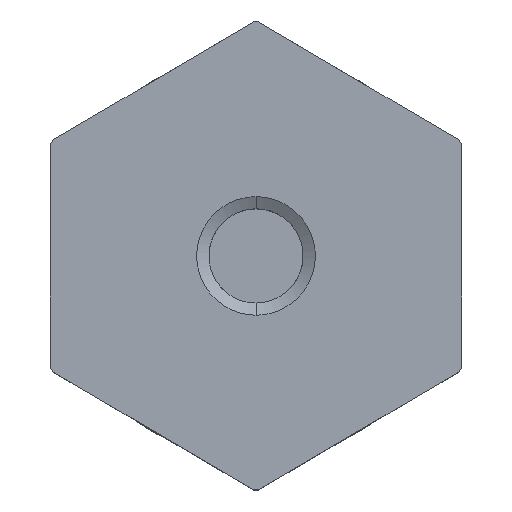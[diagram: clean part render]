
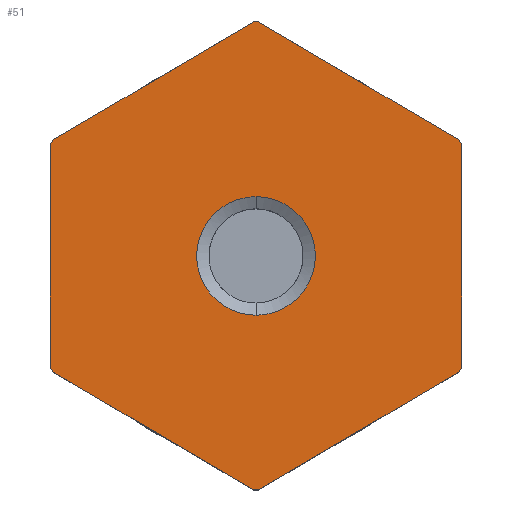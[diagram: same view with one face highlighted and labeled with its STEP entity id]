
A CAD part, top view. The second image highlights one B-rep face of the part: STEP entity #51.
In plain terms, the highlighted planar face has unit normal (0, 0, 1).
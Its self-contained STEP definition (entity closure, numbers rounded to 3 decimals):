
#11=FACE_BOUND('',#186,.T.);
#51=ADVANCED_FACE('',(#118,#11),#1089,.T.);
#118=FACE_OUTER_BOUND('',#185,.T.);
#185=EDGE_LOOP('',(#413,#414,#415,#416,#417,#418,#419,#420,#421,#422,#423,
#424));
#186=EDGE_LOOP('',(#425,#426));
#413=ORIENTED_EDGE('',*,*,#720,.T.);
#414=ORIENTED_EDGE('',*,*,#741,.T.);
#415=ORIENTED_EDGE('',*,*,#716,.T.);
#416=ORIENTED_EDGE('',*,*,#730,.T.);
#417=ORIENTED_EDGE('',*,*,#712,.F.);
#418=ORIENTED_EDGE('',*,*,#678,.T.);
#419=ORIENTED_EDGE('',*,*,#671,.T.);
#420=ORIENTED_EDGE('',*,*,#735,.T.);
#421=ORIENTED_EDGE('',*,*,#639,.F.);
#422=ORIENTED_EDGE('',*,*,#737,.T.);
#423=ORIENTED_EDGE('',*,*,#723,.F.);
#424=ORIENTED_EDGE('',*,*,#677,.T.);
#425=ORIENTED_EDGE('',*,*,#667,.T.);
#426=ORIENTED_EDGE('',*,*,#673,.T.);
#639=EDGE_CURVE('',#979,#981,#879,.T.);
#667=EDGE_CURVE('',#1001,#1000,#894,.T.);
#671=EDGE_CURVE('',#1005,#1003,#896,.T.);
#673=EDGE_CURVE('',#1000,#1001,#898,.T.);
#677=EDGE_CURVE('',#1008,#1009,#781,.T.);
#678=EDGE_CURVE('',#1013,#1005,#782,.T.);
#712=EDGE_CURVE('',#1013,#1011,#913,.T.);
#716=EDGE_CURVE('',#1006,#1012,#915,.T.);
#720=EDGE_CURVE('',#1009,#1007,#917,.T.);
#723=EDGE_CURVE('',#1008,#1010,#918,.T.);
#730=EDGE_CURVE('',#1012,#1011,#812,.T.);
#735=EDGE_CURVE('',#1003,#981,#816,.T.);
#737=EDGE_CURVE('',#979,#1010,#818,.T.);
#741=EDGE_CURVE('',#1007,#1006,#821,.T.);
#781=B_SPLINE_CURVE_WITH_KNOTS('',1,(#2816,#2817),.UNSPECIFIED.,.F.,.F.,
(2,2),(0.,11.268),.UNSPECIFIED.);
#782=B_SPLINE_CURVE_WITH_KNOTS('',1,(#2818,#2819),.UNSPECIFIED.,.F.,.F.,
(2,2),(0.,11.268),.UNSPECIFIED.);
#812=B_SPLINE_CURVE_WITH_KNOTS('',1,(#3417,#3418),.UNSPECIFIED.,.F.,.F.,
(2,2),(0.,11.798),.UNSPECIFIED.);
#816=B_SPLINE_CURVE_WITH_KNOTS('',1,(#3466,#3467),.UNSPECIFIED.,.F.,.F.,
(2,2),(0.,11.798),.UNSPECIFIED.);
#818=B_SPLINE_CURVE_WITH_KNOTS('',1,(#3470,#3471),.UNSPECIFIED.,.F.,.F.,
(2,2),(0.,11.798),.UNSPECIFIED.);
#821=B_SPLINE_CURVE_WITH_KNOTS('',1,(#3570,#3571),.UNSPECIFIED.,.F.,.F.,
(2,2),(0.,11.798),.UNSPECIFIED.);
#879=(
BOUNDED_CURVE()
B_SPLINE_CURVE(2,(#2604,#2605,#2606),.UNSPECIFIED.,.F.,.F.)
B_SPLINE_CURVE_WITH_KNOTS((3,3),(-0.257,0.),.UNSPECIFIED.)
CURVE()
GEOMETRIC_REPRESENTATION_ITEM()
RATIONAL_B_SPLINE_CURVE((1.,1.,1.))
REPRESENTATION_ITEM('')
);
#894=(
BOUNDED_CURVE()
B_SPLINE_CURVE(2,(#2701,#2702,#2703,#2704,#2705),.UNSPECIFIED.,.F.,.F.)
B_SPLINE_CURVE_WITH_KNOTS((3,2,3),(-9.425,-4.712,
0.),.UNSPECIFIED.)
CURVE()
GEOMETRIC_REPRESENTATION_ITEM()
RATIONAL_B_SPLINE_CURVE((1.,0.707,1.,0.707,1.))
REPRESENTATION_ITEM('')
);
#896=(
BOUNDED_CURVE()
B_SPLINE_CURVE(2,(#2713,#2714,#2715),.UNSPECIFIED.,.F.,.F.)
B_SPLINE_CURVE_WITH_KNOTS((3,3),(0.,0.265),.UNSPECIFIED.)
CURVE()
GEOMETRIC_REPRESENTATION_ITEM()
RATIONAL_B_SPLINE_CURVE((1.,1.,1.))
REPRESENTATION_ITEM('')
);
#898=(
BOUNDED_CURVE()
B_SPLINE_CURVE(2,(#2721,#2722,#2723,#2724,#2725),.UNSPECIFIED.,.F.,.F.)
B_SPLINE_CURVE_WITH_KNOTS((3,2,3),(-9.425,-4.712,
0.),.UNSPECIFIED.)
CURVE()
GEOMETRIC_REPRESENTATION_ITEM()
RATIONAL_B_SPLINE_CURVE((1.,0.707,1.,0.707,1.))
REPRESENTATION_ITEM('')
);
#913=(
BOUNDED_CURVE()
B_SPLINE_CURVE(2,(#3209,#3210,#3211),.UNSPECIFIED.,.F.,.F.)
B_SPLINE_CURVE_WITH_KNOTS((3,3),(-0.265,0.),.UNSPECIFIED.)
CURVE()
GEOMETRIC_REPRESENTATION_ITEM()
RATIONAL_B_SPLINE_CURVE((1.,1.,1.))
REPRESENTATION_ITEM('')
);
#915=(
BOUNDED_CURVE()
B_SPLINE_CURVE(2,(#3219,#3220,#3221),.UNSPECIFIED.,.F.,.F.)
B_SPLINE_CURVE_WITH_KNOTS((3,3),(0.,0.257),.UNSPECIFIED.)
CURVE()
GEOMETRIC_REPRESENTATION_ITEM()
RATIONAL_B_SPLINE_CURVE((1.,1.,1.))
REPRESENTATION_ITEM('')
);
#917=(
BOUNDED_CURVE()
B_SPLINE_CURVE(2,(#3229,#3230,#3231),.UNSPECIFIED.,.F.,.F.)
B_SPLINE_CURVE_WITH_KNOTS((3,3),(0.,0.265),.UNSPECIFIED.)
CURVE()
GEOMETRIC_REPRESENTATION_ITEM()
RATIONAL_B_SPLINE_CURVE((1.,1.,1.))
REPRESENTATION_ITEM('')
);
#918=(
BOUNDED_CURVE()
B_SPLINE_CURVE(2,(#3236,#3237,#3238),.UNSPECIFIED.,.F.,.F.)
B_SPLINE_CURVE_WITH_KNOTS((3,3),(-0.265,0.),.UNSPECIFIED.)
CURVE()
GEOMETRIC_REPRESENTATION_ITEM()
RATIONAL_B_SPLINE_CURVE((1.,1.,1.))
REPRESENTATION_ITEM('')
);
#979=VERTEX_POINT('',#2288);
#981=VERTEX_POINT('',#2290);
#1000=VERTEX_POINT('',#2309);
#1001=VERTEX_POINT('',#2310);
#1003=VERTEX_POINT('',#2312);
#1005=VERTEX_POINT('',#2314);
#1006=VERTEX_POINT('',#2315);
#1007=VERTEX_POINT('',#2316);
#1008=VERTEX_POINT('',#2317);
#1009=VERTEX_POINT('',#2318);
#1010=VERTEX_POINT('',#2319);
#1011=VERTEX_POINT('',#2320);
#1012=VERTEX_POINT('',#2321);
#1013=VERTEX_POINT('',#2322);
#1089=PLANE('',#1200);
#1200=AXIS2_PLACEMENT_3D('',#1875,#1226,$);
#1226=DIRECTION('',(0.,0.,1.));
#1875=CARTESIAN_POINT('',(-12.511,-14.222,26.));
#2288=CARTESIAN_POINT('',(-0.129,11.849,26.));
#2290=CARTESIAN_POINT('',(0.129,11.849,26.));
#2309=CARTESIAN_POINT('',(0.,3.,26.));
#2310=CARTESIAN_POINT('',(0.,-3.,26.));
#2312=CARTESIAN_POINT('',(10.296,5.866,26.));
#2314=CARTESIAN_POINT('',(10.425,5.634,26.));
#2315=CARTESIAN_POINT('',(-0.129,-11.849,26.));
#2316=CARTESIAN_POINT('',(-10.296,-5.866,26.));
#2317=CARTESIAN_POINT('',(-10.425,5.634,26.));
#2318=CARTESIAN_POINT('',(-10.425,-5.634,26.));
#2319=CARTESIAN_POINT('',(-10.296,5.866,26.));
#2320=CARTESIAN_POINT('',(10.296,-5.866,26.));
#2321=CARTESIAN_POINT('',(0.129,-11.849,26.));
#2322=CARTESIAN_POINT('',(10.425,-5.634,26.));
#2604=CARTESIAN_POINT('',(-0.129,11.849,26.));
#2605=CARTESIAN_POINT('',(0.,11.851,26.));
#2606=CARTESIAN_POINT('',(0.129,11.849,26.));
#2701=CARTESIAN_POINT('',(0.,-3.,26.));
#2702=CARTESIAN_POINT('',(-3.,-3.,26.));
#2703=CARTESIAN_POINT('',(-3.,0.,26.));
#2704=CARTESIAN_POINT('',(-3.,3.,26.));
#2705=CARTESIAN_POINT('',(0.,3.,26.));
#2713=CARTESIAN_POINT('',(10.425,5.634,26.));
#2714=CARTESIAN_POINT('',(10.362,5.751,26.));
#2715=CARTESIAN_POINT('',(10.296,5.866,26.));
#2721=CARTESIAN_POINT('',(0.,3.,26.));
#2722=CARTESIAN_POINT('',(3.,3.,26.));
#2723=CARTESIAN_POINT('',(3.,0.,26.));
#2724=CARTESIAN_POINT('',(3.,-3.,26.));
#2725=CARTESIAN_POINT('',(0.,-3.,26.));
#2816=CARTESIAN_POINT('',(-10.425,5.634,26.));
#2817=CARTESIAN_POINT('',(-10.425,-5.634,26.));
#2818=CARTESIAN_POINT('',(10.425,-5.634,26.));
#2819=CARTESIAN_POINT('',(10.425,5.634,26.));
#3209=CARTESIAN_POINT('',(10.425,-5.634,26.));
#3210=CARTESIAN_POINT('',(10.362,-5.751,26.));
#3211=CARTESIAN_POINT('',(10.296,-5.866,26.));
#3219=CARTESIAN_POINT('',(-0.129,-11.849,26.));
#3220=CARTESIAN_POINT('',(0.,-11.851,26.));
#3221=CARTESIAN_POINT('',(0.129,-11.849,26.));
#3229=CARTESIAN_POINT('',(-10.425,-5.634,26.));
#3230=CARTESIAN_POINT('',(-10.362,-5.751,26.));
#3231=CARTESIAN_POINT('',(-10.296,-5.866,26.));
#3236=CARTESIAN_POINT('',(-10.425,5.634,26.));
#3237=CARTESIAN_POINT('',(-10.362,5.751,26.));
#3238=CARTESIAN_POINT('',(-10.296,5.866,26.));
#3417=CARTESIAN_POINT('',(0.129,-11.849,26.));
#3418=CARTESIAN_POINT('',(10.296,-5.866,26.));
#3466=CARTESIAN_POINT('',(10.296,5.866,26.));
#3467=CARTESIAN_POINT('',(0.129,11.849,26.));
#3470=CARTESIAN_POINT('',(-0.129,11.849,26.));
#3471=CARTESIAN_POINT('',(-10.296,5.866,26.));
#3570=CARTESIAN_POINT('',(-10.296,-5.866,26.));
#3571=CARTESIAN_POINT('',(-0.129,-11.849,26.));
